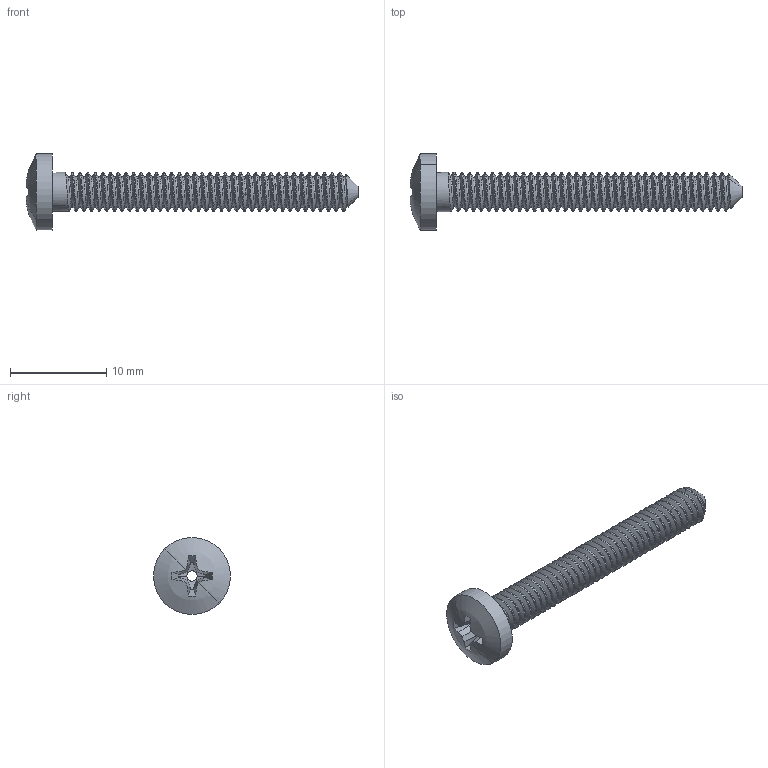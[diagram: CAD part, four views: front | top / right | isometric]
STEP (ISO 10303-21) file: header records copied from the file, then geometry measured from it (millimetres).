
FILE_DESCRIPTION((''),'2;1');
FILE_NAME('001_PAN_HEAD_INCH_ASM','2023-11-16T',('SYSTEM'),(''),'PRO/ENGINEER BY PARAMETRIC TECHNOLOGY CORPORATION, 2016360','PRO/ENGINEER BY PARAMETRIC TECHNOLOGY CORPORATION, 2016360','');
FILE_SCHEMA(('AUTOMOTIVE_DESIGN { 1 0 10303 214 1 1 1 1 }'));
Length unit declared in the file: inch
Products named in the file (2): P-C164_AF0; 001_PAN_HEAD_INCH_ASM
Assembly tree (1 placements, depth 2):
  001_PAN_HEAD_INCH_ASM
    P-C164_AF0
Bounding box: 34.48 x 7.95 x 7.95 mm (x, y, z)
Volume: 391.4 mm3; surface area: 838.6 mm2
Topology: 1 solids, 1 shells, 138 faces, 380 edges, 244 vertices
Faces by surface type: cylinder 77, bspline 41, plane 14, cone 4, sphere 2
Entity records: 13209 total; most frequent: CARTESIAN_POINT 10043, ORIENTED_EDGE 760, DIRECTION 381, EDGE_CURVE 380, VERTEX_POINT 244, B_SPLINE_CURVE_WITH_KNOTS 229, EDGE_LOOP 140, FACE_OUTER_BOUND 138
